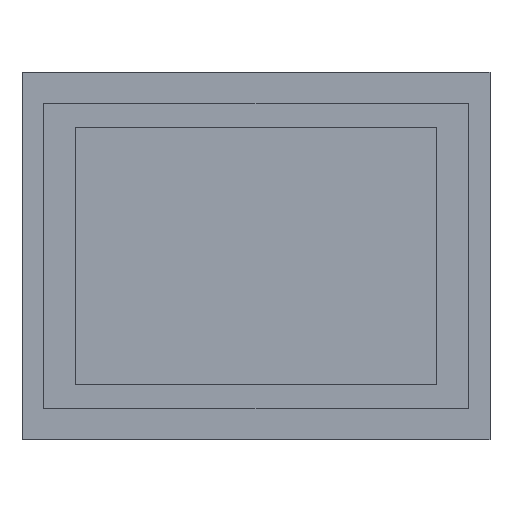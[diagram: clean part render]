
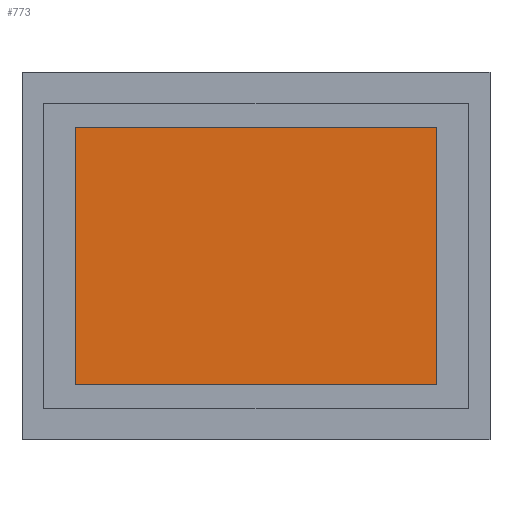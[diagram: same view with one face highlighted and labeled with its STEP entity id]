
A CAD part, top view. The second image highlights one B-rep face of the part: STEP entity #773.
In plain terms, the highlighted planar face has unit normal (0, 0, 1).
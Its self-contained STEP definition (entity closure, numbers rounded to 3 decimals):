
#33 = FACE_OUTER_BOUND ( 'NONE', #1371, .T. ) ;
#40 = DIRECTION ( 'NONE',  ( 1., 0., 0. ) ) ;
#46 = VERTEX_POINT ( 'NONE', #1271 ) ;
#110 = DIRECTION ( 'NONE',  ( 0., 1., 0. ) ) ;
#138 = CARTESIAN_POINT ( 'NONE',  ( 1.24, 0.165, 0.4 ) ) ;
#246 = ORIENTED_EDGE ( 'NONE', *, *, #1141, .F. ) ;
#254 = DIRECTION ( 'NONE',  ( -1., 0., 0. ) ) ;
#259 = CARTESIAN_POINT ( 'NONE',  ( 1.24, 0.935, 0.4 ) ) ;
#262 = VERTEX_POINT ( 'NONE', #337 ) ;
#312 = DIRECTION ( 'NONE',  ( 1., 0., 0. ) ) ;
#337 = CARTESIAN_POINT ( 'NONE',  ( 0.16, 0.935, 0.4 ) ) ;
#504 = CARTESIAN_POINT ( 'NONE',  ( 0.7, 0.55, 0.4 ) ) ;
#551 = LINE ( 'NONE', #1187, #847 ) ;
#586 = ORIENTED_EDGE ( 'NONE', *, *, #1151, .F. ) ;
#664 = LINE ( 'NONE', #1209, #1012 ) ;
#691 = ORIENTED_EDGE ( 'NONE', *, *, #941, .F. ) ;
#773 = ADVANCED_FACE ( 'NONE', ( #33 ), #1143, .T. ) ;
#783 = DIRECTION ( 'NONE',  ( 0., -1., 0. ) ) ;
#804 = CARTESIAN_POINT ( 'NONE',  ( 1.24, 0.165, 0.4 ) ) ;
#825 = AXIS2_PLACEMENT_3D ( 'NONE', #504, #944, #40 ) ;
#847 = VECTOR ( 'NONE', #110, 1000. ) ;
#882 = LINE ( 'NONE', #1038, #1037 ) ;
#941 = EDGE_CURVE ( 'NONE', #1369, #46, #882, .T. ) ;
#944 = DIRECTION ( 'NONE',  ( 0., 0., 1. ) ) ;
#950 = VERTEX_POINT ( 'NONE', #259 ) ;
#1012 = VECTOR ( 'NONE', #312, 1000. ) ;
#1037 = VECTOR ( 'NONE', #254, 1000. ) ;
#1038 = CARTESIAN_POINT ( 'NONE',  ( 0.16, 0.165, 0.4 ) ) ;
#1110 = ORIENTED_EDGE ( 'NONE', *, *, #1374, .F. ) ;
#1141 = EDGE_CURVE ( 'NONE', #262, #950, #664, .T. ) ;
#1143 = PLANE ( 'NONE',  #825 ) ;
#1151 = EDGE_CURVE ( 'NONE', #46, #262, #551, .T. ) ;
#1187 = CARTESIAN_POINT ( 'NONE',  ( 0.16, 0.935, 0.4 ) ) ;
#1209 = CARTESIAN_POINT ( 'NONE',  ( 1.24, 0.935, 0.4 ) ) ;
#1234 = LINE ( 'NONE', #138, #1335 ) ;
#1271 = CARTESIAN_POINT ( 'NONE',  ( 0.16, 0.165, 0.4 ) ) ;
#1335 = VECTOR ( 'NONE', #783, 1000. ) ;
#1369 = VERTEX_POINT ( 'NONE', #804 ) ;
#1371 = EDGE_LOOP ( 'NONE', ( #691, #1110, #246, #586 ) ) ;
#1374 = EDGE_CURVE ( 'NONE', #950, #1369, #1234, .T. ) ;
